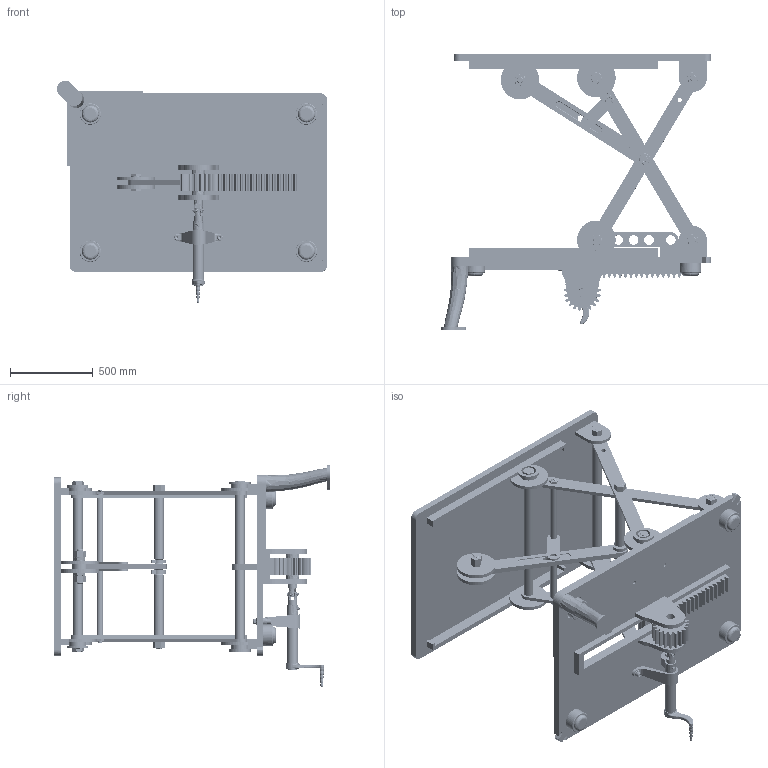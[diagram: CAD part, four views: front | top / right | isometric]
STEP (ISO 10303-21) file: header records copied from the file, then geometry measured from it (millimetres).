
FILE_DESCRIPTION(('FreeCAD Model'),'2;1');
FILE_NAME('Open CASCADE Shape Model','2025-05-07T17:20:06',('FreeCAD'),( 'FreeCAD'),'Open CASCADE STEP processor 7.6','FreeCAD','Unknown');
FILE_SCHEMA(('AUTOMOTIVE_DESIGN { 1 0 10303 214 1 1 1 1 }'));
Products named in the file (1): Open CASCADE STEP translator 7.6 1
Bounding box: 1634.3 x 1666.03 x 1346.73 mm (x, y, z)
Volume: 185593199.4 mm3; surface area: 13425101.3 mm2
Topology: 59 solids, 59 shells, 3733 faces, 8733 edges, 5141 vertices
Faces by surface type: bspline 3733
Entity records: 160158 total; most frequent: CARTESIAN_POINT 112004, ORIENTED_EDGE 17378, EDGE_CURVE 8689, VERTEX_POINT 5141, B_SPLINE_CURVE_WITH_KNOTS 4441, FACE_BOUND 3966, EDGE_LOOP 3966, ADVANCED_FACE 3733
